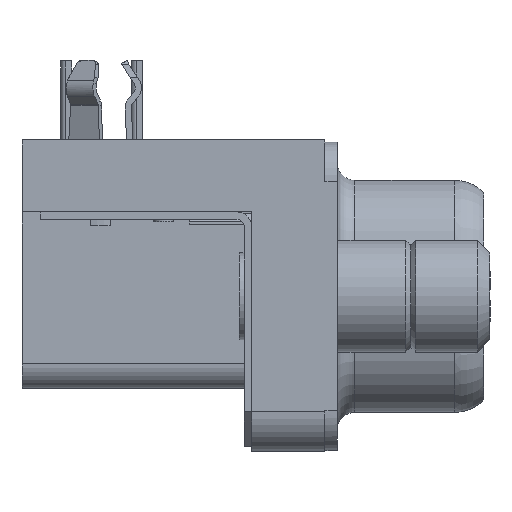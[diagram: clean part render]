
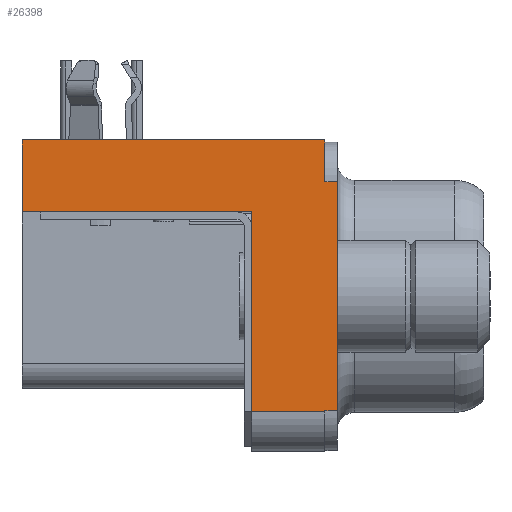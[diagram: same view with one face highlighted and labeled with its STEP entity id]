
A CAD part, left-side view. The second image highlights one B-rep face of the part: STEP entity #26398.
In plain terms, the highlighted planar face has unit normal (-1, 0, 0).
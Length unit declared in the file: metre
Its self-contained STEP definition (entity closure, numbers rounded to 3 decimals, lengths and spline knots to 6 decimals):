
#603=B_SPLINE_CURVE_WITH_KNOTS('',3,(#44010,#44011,#44012,#44013),
 .UNSPECIFIED.,.F.,.F.,(4,4),(0.,1.),.UNSPECIFIED.);
#5247=ORIENTED_EDGE('',*,*,#11504,.T.);
#5248=ORIENTED_EDGE('',*,*,#11505,.F.);
#5249=ORIENTED_EDGE('',*,*,#11506,.F.);
#5250=ORIENTED_EDGE('',*,*,#11507,.F.);
#5251=ORIENTED_EDGE('',*,*,#11508,.F.);
#5252=ORIENTED_EDGE('',*,*,#11509,.T.);
#5253=ORIENTED_EDGE('',*,*,#11510,.T.);
#5254=ORIENTED_EDGE('',*,*,#11511,.T.);
#5255=ORIENTED_EDGE('',*,*,#11499,.F.);
#5256=ORIENTED_EDGE('',*,*,#11503,.T.);
#11499=EDGE_CURVE('',#14750,#14751,#17225,.T.);
#11503=EDGE_CURVE('',#14750,#14752,#17227,.T.);
#11504=EDGE_CURVE('',#14752,#14753,#17228,.T.);
#11505=EDGE_CURVE('',#14754,#14753,#17229,.T.);
#11506=EDGE_CURVE('',#14755,#14754,#17230,.T.);
#11507=EDGE_CURVE('',#14756,#14755,#17231,.T.);
#11508=EDGE_CURVE('',#14757,#14756,#17232,.T.);
#11509=EDGE_CURVE('',#14757,#14758,#603,.T.);
#11510=EDGE_CURVE('',#14758,#14759,#17233,.T.);
#11511=EDGE_CURVE('',#14759,#14751,#17234,.T.);
#14750=VERTEX_POINT('',#43991);
#14751=VERTEX_POINT('',#43992);
#14752=VERTEX_POINT('',#43997);
#14753=VERTEX_POINT('',#44001);
#14754=VERTEX_POINT('',#44003);
#14755=VERTEX_POINT('',#44005);
#14756=VERTEX_POINT('',#44007);
#14757=VERTEX_POINT('',#44009);
#14758=VERTEX_POINT('',#44014);
#14759=VERTEX_POINT('',#44016);
#17225=LINE('',#43990,#19980);
#17227=LINE('',#43998,#19982);
#17228=LINE('',#44000,#19983);
#17229=LINE('',#44002,#19984);
#17230=LINE('',#44004,#19985);
#17231=LINE('',#44006,#19986);
#17232=LINE('',#44008,#19987);
#17233=LINE('',#44015,#19988);
#17234=LINE('',#44017,#19989);
#19980=VECTOR('',#34790,1.);
#19982=VECTOR('',#34798,1.);
#19983=VECTOR('',#34801,1.);
#19984=VECTOR('',#34802,1.);
#19985=VECTOR('',#34803,1.);
#19986=VECTOR('',#34804,1.);
#19987=VECTOR('',#34805,1.);
#19988=VECTOR('',#34806,1.);
#19989=VECTOR('',#34807,1.);
#22347=EDGE_LOOP('',(#5247,#5248,#5249,#5250,#5251,#5252,#5253,#5254,#5255,
#5256));
#23899=FACE_BOUND('',#22347,.T.);
#25018=PLANE('',#29708);
#26398=ADVANCED_FACE('',(#23899),#25018,.T.);
#29708=AXIS2_PLACEMENT_3D('',#43999,#34799,#34800);
#34790=DIRECTION('',(0.,-1.,0.));
#34798=DIRECTION('',(0.,0.,1.));
#34799=DIRECTION('',(-1.,0.,0.));
#34800=DIRECTION('',(0.,0.,1.));
#34801=DIRECTION('',(0.,1.,0.));
#34802=DIRECTION('',(0.,0.,1.));
#34803=DIRECTION('',(0.,1.,0.));
#34804=DIRECTION('',(0.,0.,1.));
#34805=DIRECTION('',(0.,1.,0.));
#34806=DIRECTION('',(0.,-1.,0.));
#34807=DIRECTION('',(0.,0.,1.));
#43990=CARTESIAN_POINT('',(-0.015405,0.,-0.00169));
#43991=CARTESIAN_POINT('',(-0.015405,0.,-0.00169));
#43992=CARTESIAN_POINT('',(-0.015405,-0.0005,-0.00169));
#43997=CARTESIAN_POINT('',(-0.015405,0.,0.));
#43998=CARTESIAN_POINT('',(-0.015405,0.,-0.00169));
#43999=CARTESIAN_POINT('',(-0.015405,0.,-0.01095));
#44000=CARTESIAN_POINT('',(-0.015405,0.,0.));
#44001=CARTESIAN_POINT('',(-0.015405,0.0122,0.));
#44002=CARTESIAN_POINT('',(-0.015405,0.0122,-0.0029));
#44003=CARTESIAN_POINT('',(-0.015405,0.0122,-0.0029));
#44004=CARTESIAN_POINT('',(-0.015405,0.00295,-0.0029));
#44005=CARTESIAN_POINT('',(-0.015405,0.00295,-0.0029));
#44006=CARTESIAN_POINT('',(-0.015405,0.00295,-0.01095));
#44007=CARTESIAN_POINT('',(-0.015405,0.00295,-0.01095));
#44008=CARTESIAN_POINT('',(-0.015405,0.,-0.01095));
#44009=CARTESIAN_POINT('',(-0.015405,0.,-0.01095));
#44010=CARTESIAN_POINT('',(-0.015405,0.,-0.01095));
#44011=CARTESIAN_POINT('',(-0.015405,0.,-0.010937));
#44012=CARTESIAN_POINT('',(-0.015405,0.,-0.010923));
#44013=CARTESIAN_POINT('',(-0.015405,0.,-0.01091));
#44014=CARTESIAN_POINT('',(-0.015405,0.,-0.01091));
#44015=CARTESIAN_POINT('',(-0.015405,0.,-0.01091));
#44016=CARTESIAN_POINT('',(-0.015405,-0.0005,-0.01091));
#44017=CARTESIAN_POINT('',(-0.015405,-0.0005,-0.01091));
